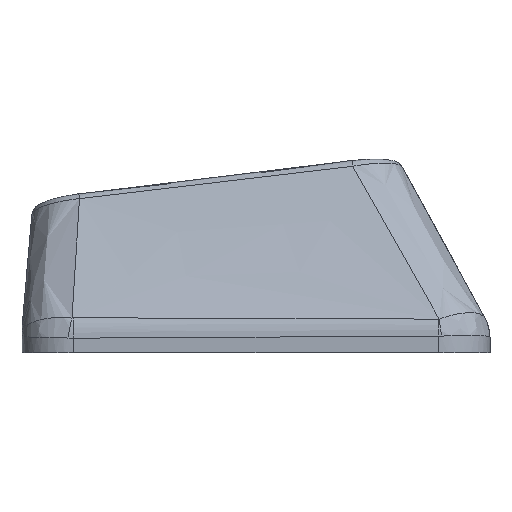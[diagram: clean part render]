
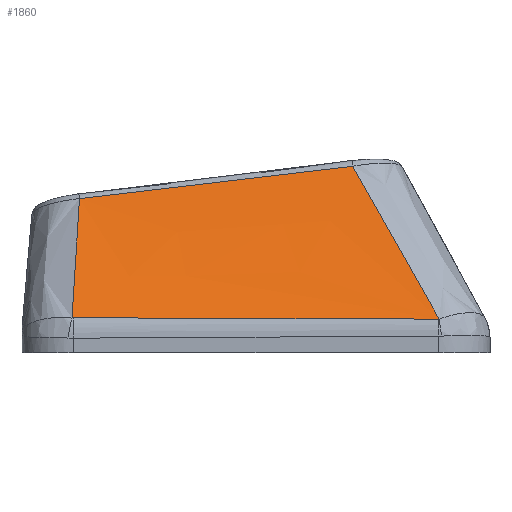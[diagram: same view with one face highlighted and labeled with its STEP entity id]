
A CAD part, left-side view. The second image highlights one B-rep face of the part: STEP entity #1860.
In plain terms, the highlighted free-form (B-spline) face has degree [3, 3] with [4, 4] control points.
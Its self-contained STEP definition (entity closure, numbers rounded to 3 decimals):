
#101=B_SPLINE_SURFACE_WITH_KNOTS('',3,3,((#3672,#3673,#3674,#3675),(#3676,
#3677,#3678,#3679),(#3680,#3681,#3682,#3683),(#3684,#3685,#3686,#3687)),
 .UNSPECIFIED.,.F.,.F.,.F.,(4,4),(4,4),(0.1,0.893),
(0.041,0.952),.UNSPECIFIED.);
#327=FACE_OUTER_BOUND('',#425,.T.);
#425=EDGE_LOOP('',(#1472,#1473,#1474,#1475,#1476,#1477));
#610=B_SPLINE_CURVE_WITH_KNOTS('',3,(#3437,#3438,#3439,#3440),
 .UNSPECIFIED.,.F.,.F.,(4,4),(0.,0.003),.UNSPECIFIED.);
#612=B_SPLINE_CURVE_WITH_KNOTS('',3,(#3464,#3465,#3466,#3467),
 .UNSPECIFIED.,.F.,.F.,(4,4),(0.,1.416),.UNSPECIFIED.);
#614=B_SPLINE_CURVE_WITH_KNOTS('',3,(#3491,#3492,#3493,#3494),
 .UNSPECIFIED.,.F.,.F.,(4,4),(0.,0.005),
 .UNSPECIFIED.);
#623=B_SPLINE_CURVE_WITH_KNOTS('',3,(#3663,#3664,#3665,#3666),
 .UNSPECIFIED.,.F.,.F.,(4,4),(-0.573,-0.028),
 .UNSPECIFIED.);
#625=B_SPLINE_CURVE_WITH_KNOTS('',3,(#3689,#3690,#3691,#3692),
 .UNSPECIFIED.,.F.,.F.,(4,4),(0.033,0.774),
 .UNSPECIFIED.);
#626=B_SPLINE_CURVE_WITH_KNOTS('',3,(#3693,#3694,#3695,#3696),
 .UNSPECIFIED.,.F.,.F.,(4,4),(-1.068,0.),
 .UNSPECIFIED.);
#798=VERTEX_POINT('',#3399);
#800=VERTEX_POINT('',#3430);
#802=VERTEX_POINT('',#3457);
#804=VERTEX_POINT('',#3484);
#819=VERTEX_POINT('',#3662);
#820=VERTEX_POINT('',#3688);
#1032=EDGE_CURVE('',#798,#800,#610,.T.);
#1035=EDGE_CURVE('',#800,#802,#612,.T.);
#1038=EDGE_CURVE('',#802,#804,#614,.T.);
#1058=EDGE_CURVE('',#804,#819,#623,.T.);
#1060=EDGE_CURVE('',#820,#798,#625,.T.);
#1061=EDGE_CURVE('',#819,#820,#626,.T.);
#1472=ORIENTED_EDGE('',*,*,#1038,.F.);
#1473=ORIENTED_EDGE('',*,*,#1035,.F.);
#1474=ORIENTED_EDGE('',*,*,#1032,.F.);
#1475=ORIENTED_EDGE('',*,*,#1060,.F.);
#1476=ORIENTED_EDGE('',*,*,#1061,.F.);
#1477=ORIENTED_EDGE('',*,*,#1058,.F.);
#1860=ADVANCED_FACE('',(#327),#101,.T.);
#3399=CARTESIAN_POINT('',(-11.308,-7.107,0.314));
#3430=CARTESIAN_POINT('',(-11.308,-7.077,0.312));
#3437=CARTESIAN_POINT('Ctrl Pts',(-11.308,-7.107,0.314));
#3438=CARTESIAN_POINT('Ctrl Pts',(-11.308,-7.097,0.312));
#3439=CARTESIAN_POINT('Ctrl Pts',(-11.308,-7.087,0.312));
#3440=CARTESIAN_POINT('Ctrl Pts',(-11.308,-7.077,0.312));
#3457=CARTESIAN_POINT('',(-11.236,7.086,0.363));
#3464=CARTESIAN_POINT('Ctrl Pts',(-11.308,-7.077,0.312));
#3465=CARTESIAN_POINT('Ctrl Pts',(-11.29,-2.357,0.327));
#3466=CARTESIAN_POINT('Ctrl Pts',(-11.268,2.364,0.344));
#3467=CARTESIAN_POINT('Ctrl Pts',(-11.236,7.086,0.363));
#3484=CARTESIAN_POINT('',(-11.233,7.14,0.368));
#3491=CARTESIAN_POINT('Ctrl Pts',(-11.236,7.086,0.363));
#3492=CARTESIAN_POINT('Ctrl Pts',(-11.236,7.104,0.363));
#3493=CARTESIAN_POINT('Ctrl Pts',(-11.235,7.122,0.365));
#3494=CARTESIAN_POINT('Ctrl Pts',(-11.233,7.14,0.368));
#3662=CARTESIAN_POINT('',(-8.385,6.849,4.986));
#3663=CARTESIAN_POINT('Ctrl Pts',(-11.233,7.14,0.368));
#3664=CARTESIAN_POINT('Ctrl Pts',(-10.279,7.036,1.905));
#3665=CARTESIAN_POINT('Ctrl Pts',(-9.328,6.938,3.444));
#3666=CARTESIAN_POINT('Ctrl Pts',(-8.385,6.849,4.986));
#3672=CARTESIAN_POINT('Ctrl Pts',(-8.372,-4.131,6.284));
#3673=CARTESIAN_POINT('Ctrl Pts',(-9.351,-5.124,4.294));
#3674=CARTESIAN_POINT('Ctrl Pts',(-10.33,-6.116,2.303));
#3675=CARTESIAN_POINT('Ctrl Pts',(-11.308,-7.108,0.312));
#3676=CARTESIAN_POINT('Ctrl Pts',(-8.372,-0.374,
5.847));
#3677=CARTESIAN_POINT('Ctrl Pts',(-9.351,-1.035,3.995));
#3678=CARTESIAN_POINT('Ctrl Pts',(-10.33,-1.697,2.143));
#3679=CARTESIAN_POINT('Ctrl Pts',(-11.308,-2.359,0.29));
#3680=CARTESIAN_POINT('Ctrl Pts',(-8.372,3.384,5.41));
#3681=CARTESIAN_POINT('Ctrl Pts',(-9.351,3.053,3.696));
#3682=CARTESIAN_POINT('Ctrl Pts',(-10.33,2.722,1.982));
#3683=CARTESIAN_POINT('Ctrl Pts',(-11.308,2.391,0.269));
#3684=CARTESIAN_POINT('Ctrl Pts',(-8.372,7.142,4.973));
#3685=CARTESIAN_POINT('Ctrl Pts',(-9.351,7.141,3.398));
#3686=CARTESIAN_POINT('Ctrl Pts',(-10.33,7.141,1.822));
#3687=CARTESIAN_POINT('Ctrl Pts',(-11.308,7.14,0.247));
#3688=CARTESIAN_POINT('',(-8.372,-3.753,6.241));
#3689=CARTESIAN_POINT('Ctrl Pts',(-8.372,-3.753,6.241));
#3690=CARTESIAN_POINT('Ctrl Pts',(-9.357,-4.877,4.27));
#3691=CARTESIAN_POINT('Ctrl Pts',(-10.334,-5.994,2.293));
#3692=CARTESIAN_POINT('Ctrl Pts',(-11.308,-7.107,0.314));
#3693=CARTESIAN_POINT('Ctrl Pts',(-8.385,6.849,4.986));
#3694=CARTESIAN_POINT('Ctrl Pts',(-8.381,3.315,5.401));
#3695=CARTESIAN_POINT('Ctrl Pts',(-8.377,-0.219,5.82));
#3696=CARTESIAN_POINT('Ctrl Pts',(-8.372,-3.753,6.241));
